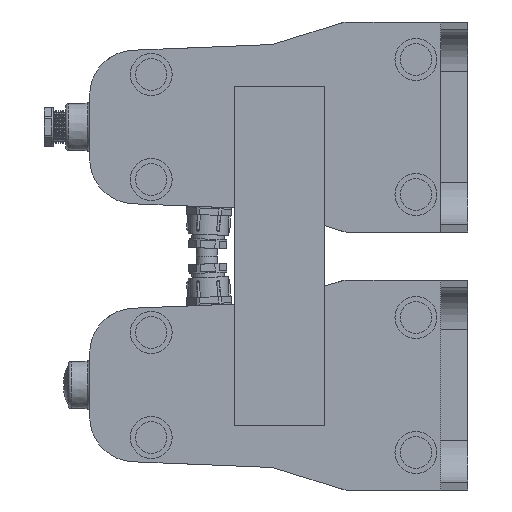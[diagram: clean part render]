
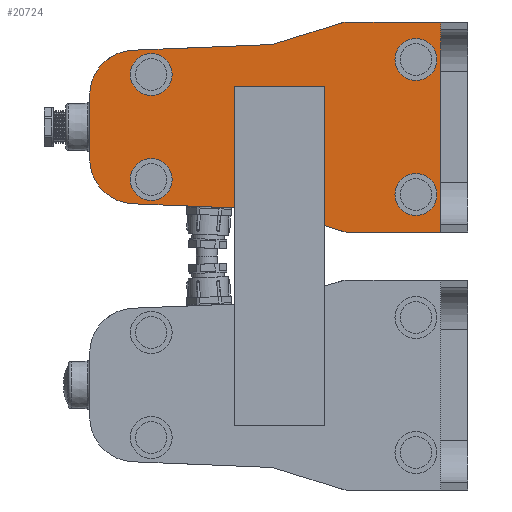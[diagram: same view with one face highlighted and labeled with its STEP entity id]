
A CAD part, front view. The second image highlights one B-rep face of the part: STEP entity #20724.
In plain terms, the highlighted planar face has unit normal (0, -1, 0).
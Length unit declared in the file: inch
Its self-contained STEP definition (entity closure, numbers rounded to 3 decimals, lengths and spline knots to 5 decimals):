
#1624 = DIRECTION ( 'NONE',  ( 1., 0., 0. ) ) ;
#1662 = CARTESIAN_POINT ( 'NONE',  ( -8.74016, 0., 7.60647 ) ) ;
#1832 = ORIENTED_EDGE ( 'NONE', *, *, #24694, .T. ) ;
#2630 = EDGE_CURVE ( 'NONE', #11584, #2674, #20613, .T. ) ;
#2674 = VERTEX_POINT ( 'NONE', #34696 ) ;
#2728 = CARTESIAN_POINT ( 'NONE',  ( -5.11811, 0., 4.6063 ) ) ;
#2950 = VERTEX_POINT ( 'NONE', #16641 ) ;
#3241 = EDGE_CURVE ( 'NONE', #16282, #2950, #38097, .T. ) ;
#4463 = VERTEX_POINT ( 'NONE', #14298 ) ;
#5017 = DIRECTION ( 'NONE',  ( 0., 0., 1. ) ) ;
#5213 = VECTOR ( 'NONE', #30843, 39.37008 ) ;
#5573 = EDGE_CURVE ( 'NONE', #25619, #32186, #26103, .T. ) ;
#5743 = EDGE_CURVE ( 'NONE', #25619, #2674, #7213, .T. ) ;
#7076 = ORIENTED_EDGE ( 'NONE', *, *, #3241, .T. ) ;
#7213 = LINE ( 'NONE', #25439, #19233 ) ;
#7355 = ORIENTED_EDGE ( 'NONE', *, *, #29035, .T. ) ;
#7681 = ORIENTED_EDGE ( 'NONE', *, *, #38447, .F. ) ;
#7929 = DIRECTION ( 'NONE',  ( 0., 0., 1. ) ) ;
#8018 = LINE ( 'NONE', #14891, #31503 ) ;
#8084 = DIRECTION ( 'NONE',  ( -0.954, 0., -0.299 ) ) ;
#8144 = DIRECTION ( 'NONE',  ( -0.999, 0., -0.041 ) ) ;
#11584 = VERTEX_POINT ( 'NONE', #14059 ) ;
#11665 = DIRECTION ( 'NONE',  ( 0., 0., 1. ) ) ;
#12773 = VECTOR ( 'NONE', #42480, 39.37008 ) ;
#13333 = ORIENTED_EDGE ( 'NONE', *, *, #5743, .F. ) ;
#14007 = EDGE_CURVE ( 'NONE', #4463, #11584, #40893, .T. ) ;
#14059 = CARTESIAN_POINT ( 'NONE',  ( -8.78852, 0., 8.78658 ) ) ;
#14191 = VERTEX_POINT ( 'NONE', #14975 ) ;
#14298 = CARTESIAN_POINT ( 'NONE',  ( -5.11811, 0., 8.93701 ) ) ;
#14457 = CARTESIAN_POINT ( 'NONE',  ( -9.92126, 0., 9.52756 ) ) ;
#14891 = CARTESIAN_POINT ( 'NONE',  ( -9.92126, 0., 4.80315 ) ) ;
#14975 = CARTESIAN_POINT ( 'NONE',  ( -3.29262, 0., 4.03379 ) ) ;
#15725 = EDGE_CURVE ( 'NONE', #19065, #4463, #42811, .T. ) ;
#16150 = LINE ( 'NONE', #27496, #5213 ) ;
#16282 = VERTEX_POINT ( 'NONE', #20116 ) ;
#16591 = VECTOR ( 'NONE', #8084, 39.37008 ) ;
#16641 = CARTESIAN_POINT ( 'NONE',  ( -0.70866, 0., 9.52756 ) ) ;
#17545 = ORIENTED_EDGE ( 'NONE', *, *, #38259, .F. ) ;
#17846 = EDGE_LOOP ( 'NONE', ( #7681, #1832, #20567, #37441, #38978, #13333, #43292, #7355, #26641, #18528, #17545, #7076 ) ) ;
#18036 = LINE ( 'NONE', #32313, #12773 ) ;
#18235 = CARTESIAN_POINT ( 'NONE',  ( -9.92126, 0., 8.74016 ) ) ;
#18305 = DIRECTION ( 'NONE',  ( 0., -1., 0. ) ) ;
#18528 = ORIENTED_EDGE ( 'NONE', *, *, #24878, .T. ) ;
#18854 = AXIS2_PLACEMENT_3D ( 'NONE', #20909, #31395, #37932 ) ;
#19065 = VERTEX_POINT ( 'NONE', #34926 ) ;
#19159 = VECTOR ( 'NONE', #19257, 39.37008 ) ;
#19233 = VECTOR ( 'NONE', #5017, 39.37008 ) ;
#19257 = DIRECTION ( 'NONE',  ( 0., 0., 1. ) ) ;
#20116 = CARTESIAN_POINT ( 'NONE',  ( -0.70866, 0., 4.01575 ) ) ;
#20567 = ORIENTED_EDGE ( 'NONE', *, *, #15725, .T. ) ;
#20613 = CIRCLE ( 'NONE', #26253, 1.1811 ) ;
#20724 = ADVANCED_FACE ( 'NONE', ( #34862 ), #28437, .F. ) ;
#20909 = CARTESIAN_POINT ( 'NONE',  ( -8.74016, 0., 5.93684 ) ) ;
#21680 = CIRCLE ( 'NONE', #25482, 0.3937 ) ;
#22545 = VERTEX_POINT ( 'NONE', #2728 ) ;
#22657 = AXIS2_PLACEMENT_3D ( 'NONE', #42009, #36000, #39941 ) ;
#24694 = EDGE_CURVE ( 'NONE', #39890, #19065, #32710, .T. ) ;
#24717 = DIRECTION ( 'NONE',  ( 0.999, 0., -0.041 ) ) ;
#24878 = EDGE_CURVE ( 'NONE', #14191, #41277, #21680, .T. ) ;
#25439 = CARTESIAN_POINT ( 'NONE',  ( -9.92126, 0., 4.01575 ) ) ;
#25482 = AXIS2_PLACEMENT_3D ( 'NONE', #33717, #27131, #36853 ) ;
#25619 = VERTEX_POINT ( 'NONE', #35007 ) ;
#26103 = CIRCLE ( 'NONE', #18854, 1.1811 ) ;
#26253 = AXIS2_PLACEMENT_3D ( 'NONE', #1662, #18305, #7929 ) ;
#26601 = VECTOR ( 'NONE', #1624, 39.37008 ) ;
#26641 = ORIENTED_EDGE ( 'NONE', *, *, #39604, .T. ) ;
#27131 = DIRECTION ( 'NONE',  ( 0., -1., 0. ) ) ;
#27496 = CARTESIAN_POINT ( 'NONE',  ( -9.92126, 0., 4.01575 ) ) ;
#28148 = DIRECTION ( 'NONE',  ( 0., 1., 0. ) ) ;
#28437 = PLANE ( 'NONE',  #41045 ) ;
#28580 = CARTESIAN_POINT ( 'NONE',  ( 0., 0., 9.52756 ) ) ;
#29035 = EDGE_CURVE ( 'NONE', #32186, #22545, #8018, .T. ) ;
#30843 = DIRECTION ( 'NONE',  ( -1., 0., 0. ) ) ;
#31395 = DIRECTION ( 'NONE',  ( 0., -1., 0. ) ) ;
#31503 = VECTOR ( 'NONE', #24717, 39.37008 ) ;
#31911 = VECTOR ( 'NONE', #8144, 39.37008 ) ;
#32186 = VERTEX_POINT ( 'NONE', #41028 ) ;
#32313 = CARTESIAN_POINT ( 'NONE',  ( -5.11811, 0., 4.6063 ) ) ;
#32685 = CARTESIAN_POINT ( 'NONE',  ( -3.1748, 0., 4.01575 ) ) ;
#32710 = CIRCLE ( 'NONE', #22657, 0.3937 ) ;
#33717 = CARTESIAN_POINT ( 'NONE',  ( -3.1748, 0., 4.40945 ) ) ;
#34465 = LINE ( 'NONE', #14457, #26601 ) ;
#34696 = CARTESIAN_POINT ( 'NONE',  ( -9.92126, 0., 7.60647 ) ) ;
#34862 = FACE_OUTER_BOUND ( 'NONE', #17846, .T. ) ;
#34926 = CARTESIAN_POINT ( 'NONE',  ( -3.29262, 0., 9.50952 ) ) ;
#35007 = CARTESIAN_POINT ( 'NONE',  ( -9.92126, 0., 5.93684 ) ) ;
#36000 = DIRECTION ( 'NONE',  ( 0., -1., 0. ) ) ;
#36853 = DIRECTION ( 'NONE',  ( 0., 0., 1. ) ) ;
#37441 = ORIENTED_EDGE ( 'NONE', *, *, #14007, .T. ) ;
#37932 = DIRECTION ( 'NONE',  ( 0., 0., 1. ) ) ;
#38097 = LINE ( 'NONE', #39361, #19159 ) ;
#38259 = EDGE_CURVE ( 'NONE', #16282, #41277, #16150, .T. ) ;
#38447 = EDGE_CURVE ( 'NONE', #39890, #2950, #34465, .T. ) ;
#38536 = CARTESIAN_POINT ( 'NONE',  ( -5.11811, 0., 8.93701 ) ) ;
#38978 = ORIENTED_EDGE ( 'NONE', *, *, #2630, .T. ) ;
#39361 = CARTESIAN_POINT ( 'NONE',  ( -0.70866, 0., 9.52756 ) ) ;
#39604 = EDGE_CURVE ( 'NONE', #22545, #14191, #18036, .T. ) ;
#39890 = VERTEX_POINT ( 'NONE', #41707 ) ;
#39941 = DIRECTION ( 'NONE',  ( 0., 0., 1. ) ) ;
#40893 = LINE ( 'NONE', #18235, #31911 ) ;
#41028 = CARTESIAN_POINT ( 'NONE',  ( -8.78852, 0., 4.75673 ) ) ;
#41045 = AXIS2_PLACEMENT_3D ( 'NONE', #28580, #28148, #11665 ) ;
#41277 = VERTEX_POINT ( 'NONE', #32685 ) ;
#41707 = CARTESIAN_POINT ( 'NONE',  ( -3.1748, 0., 9.52756 ) ) ;
#42009 = CARTESIAN_POINT ( 'NONE',  ( -3.1748, 0., 9.13386 ) ) ;
#42480 = DIRECTION ( 'NONE',  ( 0.954, 0., -0.299 ) ) ;
#42811 = LINE ( 'NONE', #38536, #16591 ) ;
#43292 = ORIENTED_EDGE ( 'NONE', *, *, #5573, .T. ) ;
